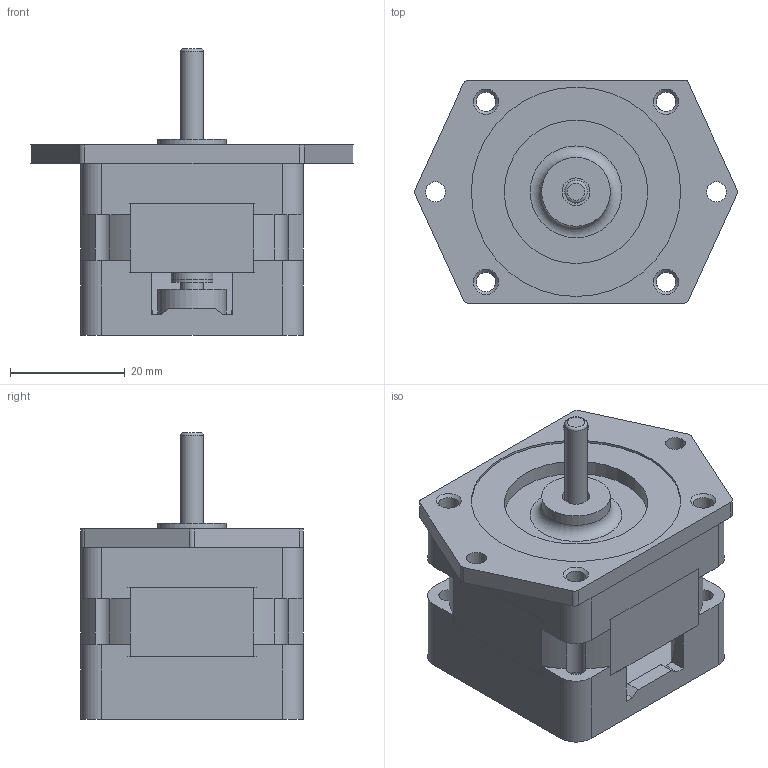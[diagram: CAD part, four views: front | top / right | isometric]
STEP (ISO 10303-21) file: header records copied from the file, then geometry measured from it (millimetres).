
FILE_DESCRIPTION(('FreeCAD Model'),'2;1');
FILE_NAME('Open CASCADE Shape Model','2022-03-12T15:45:34',(''),(''), 'Open CASCADE STEP processor 7.5','FreeCAD','Unknown');
FILE_SCHEMA(('AUTOMOTIVE_DESIGN { 1 0 10303 214 1 1 1 1 }'));
Length unit declared in the file: millimetre
Products named in the file (13): EM-286; Middle; Bottom; Bototm Al; Bearing; Top; Top Al; Bearing2; Axis; Axis001; Magnet; Plastic; Seals
Assembly tree (12 placements, depth 3):
  EM-286
    Middle
    Bottom
      Bototm Al
      Bearing
    Top
      Top Al
      Bearing2
    Axis
      Axis001
      Magnet
      Plastic
      Seals
Bounding box: 56.29 x 38.8 x 50 mm (x, y, z)
Volume: 27967.2 mm3; surface area: 22749.6 mm2
Topology: 10 solids, 10 shells, 262 faces, 668 edges, 427 vertices
Faces by surface type: plane 149, cylinder 105, cone 5, torus 3
Full cylindrical faces by diameter (mm): 3.4 x12, 3.5 x2, 4 x6, 4.85 x4, 7.3 x4, 8 x5, 12 x2, 12.5 x1, 21.75 x1, 22 x1, 25 x1, 36.5 x1
Entity records: 17168 total; most frequent: CARTESIAN_POINT 3368, DIRECTION 2597, LINE 1470, VECTOR 1470, ORIENTED_EDGE 1336, PCURVE 1336, DEFINITIONAL_REPRESENTATION 1336, EDGE_CURVE 668
